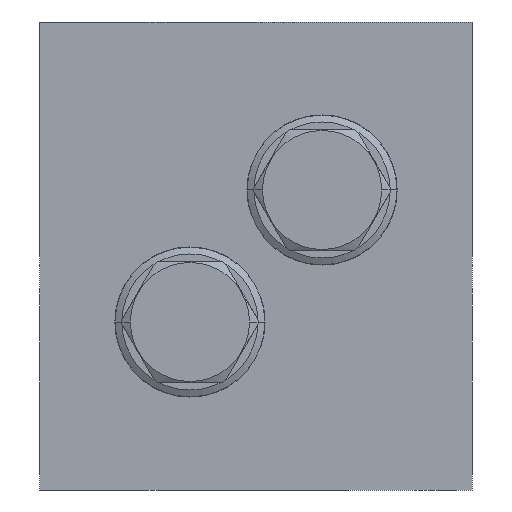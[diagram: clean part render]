
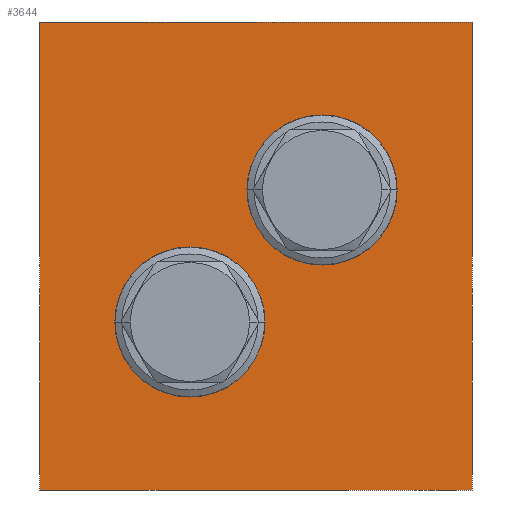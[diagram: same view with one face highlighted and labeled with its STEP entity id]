
A CAD part, left-side view. The second image highlights one B-rep face of the part: STEP entity #3644.
In plain terms, the highlighted planar face has unit normal (-1, 0, 0).
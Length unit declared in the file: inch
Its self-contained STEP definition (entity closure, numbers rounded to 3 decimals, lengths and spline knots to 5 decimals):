
#1=DIRECTION('',(0.,-1.,0.));
#2=VECTOR('',#1,4.5);
#3=CARTESIAN_POINT('',(0.,0.,0.));
#4=LINE('',#3,#2);
#47=DIRECTION('',(0.,0.,1.));
#48=VECTOR('',#47,4.875);
#49=CARTESIAN_POINT('',(0.,0.,0.));
#50=LINE('',#49,#48);
#51=CARTESIAN_POINT('',(0.,-2.938,3.125));
#52=DIRECTION('',(1.,0.,0.));
#53=DIRECTION('',(0.,0.,-1.));
#54=AXIS2_PLACEMENT_3D('',#51,#52,#53);
#56=CARTESIAN_POINT('',(0.,-2.938,3.125));
#57=DIRECTION('',(1.,0.,0.));
#58=DIRECTION('',(0.,0.,1.));
#59=AXIS2_PLACEMENT_3D('',#56,#57,#58);
#61=CARTESIAN_POINT('',(0.,-1.562,1.75));
#62=DIRECTION('',(1.,0.,0.));
#63=DIRECTION('',(0.,0.,-1.));
#64=AXIS2_PLACEMENT_3D('',#61,#62,#63);
#66=CARTESIAN_POINT('',(0.,-1.562,1.75));
#67=DIRECTION('',(1.,0.,0.));
#68=DIRECTION('',(0.,0.,1.));
#69=AXIS2_PLACEMENT_3D('',#66,#67,#68);
#119=DIRECTION('',(0.,0.,1.));
#120=VECTOR('',#119,4.875);
#121=CARTESIAN_POINT('',(0.,-4.5,0.));
#122=LINE('',#121,#120);
#143=DIRECTION('',(0.,-1.,0.));
#144=VECTOR('',#143,4.5);
#145=CARTESIAN_POINT('',(0.,0.,4.875));
#146=LINE('',#145,#144);
#3120=CARTESIAN_POINT('',(0.,0.,0.));
#3121=CARTESIAN_POINT('',(0.,-4.5,0.));
#3122=VERTEX_POINT('',#3120);
#3123=VERTEX_POINT('',#3121);
#3128=CARTESIAN_POINT('',(0.,0.,4.875));
#3129=CARTESIAN_POINT('',(0.,-4.5,4.875));
#3130=VERTEX_POINT('',#3128);
#3131=VERTEX_POINT('',#3129);
#3345=CARTESIAN_POINT('',(0.,-2.938,2.343));
#3346=CARTESIAN_POINT('',(0.,-2.938,3.907));
#3347=VERTEX_POINT('',#3345);
#3348=VERTEX_POINT('',#3346);
#3399=CARTESIAN_POINT('',(0.,-1.562,0.968));
#3400=CARTESIAN_POINT('',(0.,-1.562,2.532));
#3401=VERTEX_POINT('',#3399);
#3402=VERTEX_POINT('',#3400);
#3618=CARTESIAN_POINT('',(0.,0.,0.));
#3619=DIRECTION('',(-1.,0.,0.));
#3620=DIRECTION('',(0.,-1.,0.));
#3621=AXIS2_PLACEMENT_3D('',#3618,#3619,#3620);
#3622=PLANE('',#3621);
#3623=ORIENTED_EDGE('',*,*,#3589,.F.);
#3625=ORIENTED_EDGE('',*,*,#3624,.T.);
#3627=ORIENTED_EDGE('',*,*,#3626,.T.);
#3629=ORIENTED_EDGE('',*,*,#3628,.F.);
#3630=EDGE_LOOP('',(#3623,#3625,#3627,#3629));
#3631=FACE_OUTER_BOUND('',#3630,.F.);
#3633=ORIENTED_EDGE('',*,*,#3632,.F.);
#3635=ORIENTED_EDGE('',*,*,#3634,.F.);
#3636=EDGE_LOOP('',(#3633,#3635));
#3637=FACE_BOUND('',#3636,.F.);
#3639=ORIENTED_EDGE('',*,*,#3638,.F.);
#3641=ORIENTED_EDGE('',*,*,#3640,.F.);
#3642=EDGE_LOOP('',(#3639,#3641));
#3643=FACE_BOUND('',#3642,.F.);
#3644=ADVANCED_FACE('',(#3631,#3637,#3643),#3622,.T.);
#55=CIRCLE('',#54,0.782);
#60=CIRCLE('',#59,0.782);
#65=CIRCLE('',#64,0.782);
#70=CIRCLE('',#69,0.782);
#3589=EDGE_CURVE('',#3122,#3123,#4,.T.);
#3624=EDGE_CURVE('',#3122,#3130,#50,.T.);
#3626=EDGE_CURVE('',#3130,#3131,#146,.T.);
#3628=EDGE_CURVE('',#3123,#3131,#122,.T.);
#3632=EDGE_CURVE('',#3347,#3348,#55,.T.);
#3634=EDGE_CURVE('',#3348,#3347,#60,.T.);
#3638=EDGE_CURVE('',#3401,#3402,#65,.T.);
#3640=EDGE_CURVE('',#3402,#3401,#70,.T.);
